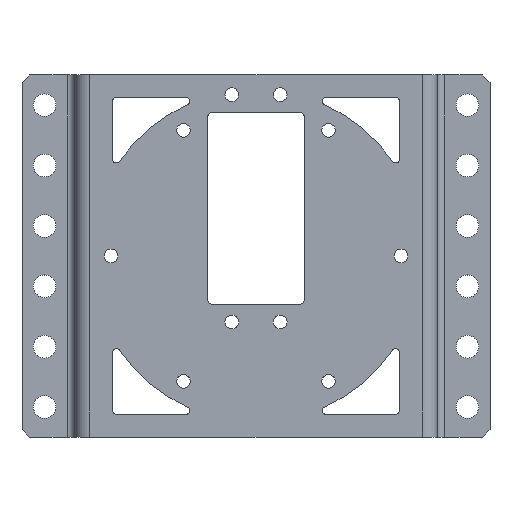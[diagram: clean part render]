
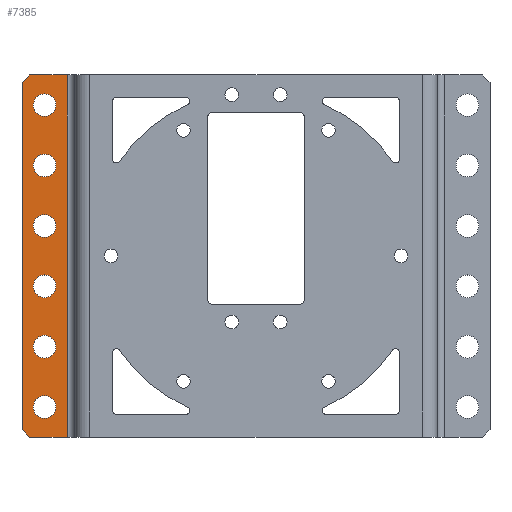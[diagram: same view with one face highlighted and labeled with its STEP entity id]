
A CAD part, top view. The second image highlights one B-rep face of the part: STEP entity #7385.
In plain terms, the highlighted planar face has unit normal (0, 0, 1).
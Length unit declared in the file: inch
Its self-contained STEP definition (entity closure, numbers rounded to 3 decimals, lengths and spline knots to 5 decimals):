
#83=CIRCLE('',#7702,0.09375);
#84=CIRCLE('',#7703,0.09375);
#85=CIRCLE('',#7704,0.09375);
#86=CIRCLE('',#7705,0.09375);
#87=CIRCLE('',#7706,0.09375);
#88=CIRCLE('',#7707,0.09375);
#235=FACE_BOUND('',#1522,.T.);
#236=FACE_BOUND('',#1523,.T.);
#237=FACE_BOUND('',#1524,.T.);
#238=FACE_BOUND('',#1525,.T.);
#239=FACE_BOUND('',#1526,.T.);
#240=FACE_BOUND('',#1527,.T.);
#1081=FACE_OUTER_BOUND('',#1521,.T.);
#1521=EDGE_LOOP('',(#6369,#6370,#6371,#6372,#6373,#6374));
#1522=EDGE_LOOP('',(#6375));
#1523=EDGE_LOOP('',(#6376));
#1524=EDGE_LOOP('',(#6377));
#1525=EDGE_LOOP('',(#6378));
#1526=EDGE_LOOP('',(#6379));
#1527=EDGE_LOOP('',(#6380));
#2189=LINE('',#12815,#2823);
#2196=LINE('',#12841,#2830);
#2214=LINE('',#12907,#2848);
#2217=LINE('',#12918,#2851);
#2219=LINE('',#12921,#2853);
#2220=LINE('',#12922,#2854);
#2823=VECTOR('',#8615,0.08839);
#2830=VECTOR('',#8638,0.3125);
#2848=VECTOR('',#8700,0.3125);
#2851=VECTOR('',#8713,0.08839);
#2853=VECTOR('',#8717,2.875);
#2854=VECTOR('',#8718,3.);
#3497=VERTEX_POINT('',#12812);
#3498=VERTEX_POINT('',#12814);
#3509=VERTEX_POINT('',#12840);
#3534=VERTEX_POINT('',#12904);
#3535=VERTEX_POINT('',#12906);
#3538=VERTEX_POINT('',#12917);
#3539=VERTEX_POINT('',#12923);
#3540=VERTEX_POINT('',#12925);
#3541=VERTEX_POINT('',#12927);
#3542=VERTEX_POINT('',#12929);
#3543=VERTEX_POINT('',#12931);
#3544=VERTEX_POINT('',#12933);
#4481=EDGE_CURVE('',#3497,#3498,#2189,.T.);
#4494=EDGE_CURVE('',#3498,#3509,#2196,.T.);
#4530=EDGE_CURVE('',#3534,#3535,#2214,.T.);
#4537=EDGE_CURVE('',#3535,#3538,#2217,.T.);
#4539=EDGE_CURVE('',#3538,#3497,#2219,.T.);
#4540=EDGE_CURVE('',#3534,#3509,#2220,.T.);
#4541=EDGE_CURVE('',#3539,#3539,#83,.T.);
#4542=EDGE_CURVE('',#3540,#3540,#84,.T.);
#4543=EDGE_CURVE('',#3541,#3541,#85,.T.);
#4544=EDGE_CURVE('',#3542,#3542,#86,.T.);
#4545=EDGE_CURVE('',#3543,#3543,#87,.T.);
#4546=EDGE_CURVE('',#3544,#3544,#88,.T.);
#6369=ORIENTED_EDGE('',*,*,#4481,.F.);
#6370=ORIENTED_EDGE('',*,*,#4539,.F.);
#6371=ORIENTED_EDGE('',*,*,#4537,.F.);
#6372=ORIENTED_EDGE('',*,*,#4530,.F.);
#6373=ORIENTED_EDGE('',*,*,#4540,.T.);
#6374=ORIENTED_EDGE('',*,*,#4494,.F.);
#6375=ORIENTED_EDGE('',*,*,#4541,.T.);
#6376=ORIENTED_EDGE('',*,*,#4542,.T.);
#6377=ORIENTED_EDGE('',*,*,#4543,.T.);
#6378=ORIENTED_EDGE('',*,*,#4544,.T.);
#6379=ORIENTED_EDGE('',*,*,#4545,.T.);
#6380=ORIENTED_EDGE('',*,*,#4546,.T.);
#7075=PLANE('',#7701);
#7385=ADVANCED_FACE('',(#1081,#235,#236,#237,#238,#239,#240),#7075,.T.);
#7701=AXIS2_PLACEMENT_3D('',#12920,#8715,#8716);
#7702=AXIS2_PLACEMENT_3D('',#12924,#8719,#8720);
#7703=AXIS2_PLACEMENT_3D('',#12926,#8721,#8722);
#7704=AXIS2_PLACEMENT_3D('',#12928,#8723,#8724);
#7705=AXIS2_PLACEMENT_3D('',#12930,#8725,#8726);
#7706=AXIS2_PLACEMENT_3D('',#12932,#8727,#8728);
#7707=AXIS2_PLACEMENT_3D('',#12934,#8729,#8730);
#8615=DIRECTION('',(0.707,0.707,0.));
#8638=DIRECTION('',(1.,0.,0.));
#8700=DIRECTION('',(-1.,0.,0.));
#8713=DIRECTION('',(-0.707,0.707,0.));
#8715=DIRECTION('center_axis',(0.,0.,1.));
#8716=DIRECTION('ref_axis',(1.,0.,0.));
#8717=DIRECTION('',(0.,1.,0.));
#8718=DIRECTION('',(0.,1.,0.));
#8719=DIRECTION('center_axis',(0.,0.,-1.));
#8720=DIRECTION('ref_axis',(-1.,0.,0.));
#8721=DIRECTION('center_axis',(0.,0.,-1.));
#8722=DIRECTION('ref_axis',(-1.,0.,0.));
#8723=DIRECTION('center_axis',(0.,0.,-1.));
#8724=DIRECTION('ref_axis',(-1.,0.,0.));
#8725=DIRECTION('center_axis',(0.,0.,-1.));
#8726=DIRECTION('ref_axis',(-1.,0.,0.));
#8727=DIRECTION('center_axis',(0.,0.,-1.));
#8728=DIRECTION('ref_axis',(-1.,0.,0.));
#8729=DIRECTION('center_axis',(0.,0.,-1.));
#8730=DIRECTION('ref_axis',(-1.,0.,0.));
#12812=CARTESIAN_POINT('',(-1.22873,2.39879,-1.1875));
#12814=CARTESIAN_POINT('',(-1.16623,2.46129,-1.1875));
#12815=CARTESIAN_POINT('',(-1.5178,2.10973,-1.1875));
#12840=CARTESIAN_POINT('',(-0.85373,2.46129,-1.1875));
#12841=CARTESIAN_POINT('',(-1.22873,2.46129,-1.1875));
#12904=CARTESIAN_POINT('',(-0.85373,-0.53871,-1.1875));
#12906=CARTESIAN_POINT('',(-1.16623,-0.53871,-1.1875));
#12907=CARTESIAN_POINT('',(-0.79123,-0.53871,-1.1875));
#12917=CARTESIAN_POINT('',(-1.22873,-0.47621,-1.1875));
#12918=CARTESIAN_POINT('',(-1.5178,-0.18715,-1.1875));
#12920=CARTESIAN_POINT('Origin',(-1.00998,0.96129,-1.1875));
#12921=CARTESIAN_POINT('',(-1.22873,-0.53871,-1.1875));
#12922=CARTESIAN_POINT('',(-0.85373,0.21129,-1.1875));
#12923=CARTESIAN_POINT('',(-0.94748,2.21129,-1.1875));
#12924=CARTESIAN_POINT('Origin',(-1.04123,2.21129,-1.1875));
#12925=CARTESIAN_POINT('',(-0.94748,1.71129,-1.1875));
#12926=CARTESIAN_POINT('Origin',(-1.04123,1.71129,-1.1875));
#12927=CARTESIAN_POINT('',(-0.94748,1.21129,-1.1875));
#12928=CARTESIAN_POINT('Origin',(-1.04123,1.21129,-1.1875));
#12929=CARTESIAN_POINT('',(-0.94748,0.71129,-1.1875));
#12930=CARTESIAN_POINT('Origin',(-1.04123,0.71129,-1.1875));
#12931=CARTESIAN_POINT('',(-0.94748,0.21129,-1.1875));
#12932=CARTESIAN_POINT('Origin',(-1.04123,0.21129,-1.1875));
#12933=CARTESIAN_POINT('',(-0.94748,-0.28871,-1.1875));
#12934=CARTESIAN_POINT('Origin',(-1.04123,-0.28871,-1.1875));
